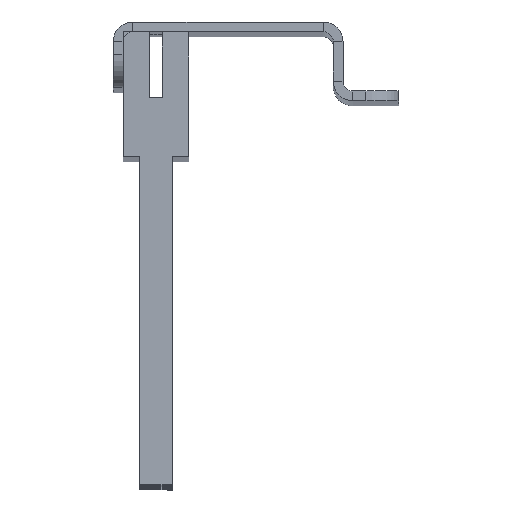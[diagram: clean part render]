
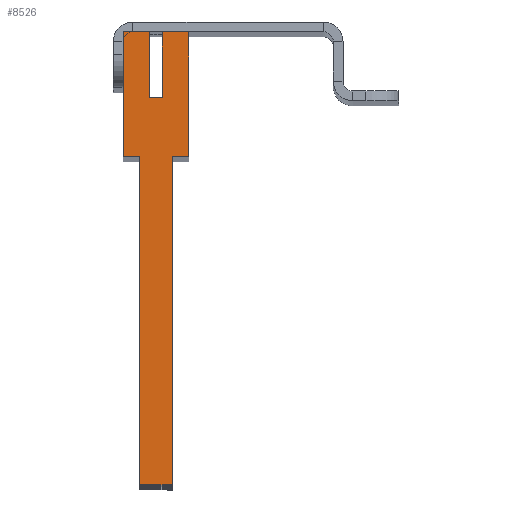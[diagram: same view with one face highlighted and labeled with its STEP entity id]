
A CAD part, top view. The second image highlights one B-rep face of the part: STEP entity #8526.
In plain terms, the highlighted planar face has unit normal (0, 0, 1).
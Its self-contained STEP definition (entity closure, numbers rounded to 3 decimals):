
#51 = VERTEX_POINT ( 'NONE', #11899 ) ;
#271 = CARTESIAN_POINT ( 'NONE',  ( 0., -1., 442. ) ) ;
#546 = LINE ( 'NONE', #4217, #23481 ) ;
#621 = VECTOR ( 'NONE', #6313, 1000. ) ;
#1133 = DIRECTION ( 'NONE',  ( 0., 1., 0. ) ) ;
#1159 = CARTESIAN_POINT ( 'NONE',  ( 19., 2.5, 442. ) ) ;
#1426 = VECTOR ( 'NONE', #22770, 1000. ) ;
#2185 = DIRECTION ( 'NONE',  ( 0., -1., 0. ) ) ;
#2624 = EDGE_CURVE ( 'NONE', #5315, #12177, #12353, .T. ) ;
#3126 = EDGE_CURVE ( 'NONE', #18099, #19469, #546, .T. ) ;
#3425 = EDGE_CURVE ( 'NONE', #12394, #10191, #6085, .T. ) ;
#3616 = VECTOR ( 'NONE', #14203, 1000. ) ;
#3625 = VECTOR ( 'NONE', #5127, 1000. ) ;
#4217 = CARTESIAN_POINT ( 'NONE',  ( 19., 5., 442. ) ) ;
#4246 = CARTESIAN_POINT ( 'NONE',  ( 0., -5., 442. ) ) ;
#4271 = ORIENTED_EDGE ( 'NONE', *, *, #13388, .T. ) ;
#4315 = CARTESIAN_POINT ( 'NONE',  ( 0., 1., 442. ) ) ;
#4382 = ORIENTED_EDGE ( 'NONE', *, *, #21658, .T. ) ;
#5109 = EDGE_CURVE ( 'NONE', #12394, #18099, #10339, .T. ) ;
#5127 = DIRECTION ( 'NONE',  ( 0., -1., 0. ) ) ;
#5315 = VERTEX_POINT ( 'NONE', #15902 ) ;
#5375 = CARTESIAN_POINT ( 'NONE',  ( 0., 5., 442. ) ) ;
#5411 = LINE ( 'NONE', #22293, #17276 ) ;
#6080 = DIRECTION ( 'NONE',  ( 1., 0., 0. ) ) ;
#6085 = LINE ( 'NONE', #20416, #3616 ) ;
#6313 = DIRECTION ( 'NONE',  ( -1., 0., 0. ) ) ;
#6751 = VECTOR ( 'NONE', #12953, 1000. ) ;
#7336 = VERTEX_POINT ( 'NONE', #26634 ) ;
#7794 = DIRECTION ( 'NONE',  ( 0., -1., 0. ) ) ;
#7936 = CARTESIAN_POINT ( 'NONE',  ( 0., -1., 442. ) ) ;
#8282 = LINE ( 'NONE', #18315, #21088 ) ;
#8296 = VERTEX_POINT ( 'NONE', #271 ) ;
#8526 = ADVANCED_FACE ( 'NONE', ( #24215 ), #11754, .T. ) ;
#8528 = DIRECTION ( 'NONE',  ( 0., 1., 0. ) ) ;
#8565 = VERTEX_POINT ( 'NONE', #12012 ) ;
#8635 = ORIENTED_EDGE ( 'NONE', *, *, #9960, .T. ) ;
#8697 = AXIS2_PLACEMENT_3D ( 'NONE', #10123, #24607, #6080 ) ;
#9546 = LINE ( 'NONE', #7936, #24232 ) ;
#9960 = EDGE_CURVE ( 'NONE', #14057, #7336, #23108, .T. ) ;
#10008 = CARTESIAN_POINT ( 'NONE',  ( 19., -5., 442. ) ) ;
#10103 = EDGE_CURVE ( 'NONE', #8296, #5315, #23656, .T. ) ;
#10123 = CARTESIAN_POINT ( 'NONE',  ( 0., 0., 442. ) ) ;
#10191 = VERTEX_POINT ( 'NONE', #16068 ) ;
#10339 = LINE ( 'NONE', #24840, #621 ) ;
#10808 = ORIENTED_EDGE ( 'NONE', *, *, #10103, .T. ) ;
#10838 = VERTEX_POINT ( 'NONE', #23828 ) ;
#11416 = LINE ( 'NONE', #19691, #16725 ) ;
#11754 = PLANE ( 'NONE',  #8697 ) ;
#11888 = ORIENTED_EDGE ( 'NONE', *, *, #2624, .T. ) ;
#11899 = CARTESIAN_POINT ( 'NONE',  ( 10., -1., 442. ) ) ;
#12012 = CARTESIAN_POINT ( 'NONE',  ( 19., -2.5, 442. ) ) ;
#12177 = VERTEX_POINT ( 'NONE', #10008 ) ;
#12232 = ORIENTED_EDGE ( 'NONE', *, *, #23651, .F. ) ;
#12353 = LINE ( 'NONE', #4246, #1426 ) ;
#12394 = VERTEX_POINT ( 'NONE', #23802 ) ;
#12803 = ORIENTED_EDGE ( 'NONE', *, *, #5109, .T. ) ;
#12953 = DIRECTION ( 'NONE',  ( 1., 0., 0. ) ) ;
#13388 = EDGE_CURVE ( 'NONE', #19469, #10838, #23874, .T. ) ;
#14057 = VERTEX_POINT ( 'NONE', #19599 ) ;
#14203 = DIRECTION ( 'NONE',  ( 0., -1., 0. ) ) ;
#15273 = CARTESIAN_POINT ( 'NONE',  ( 0., -5., 442. ) ) ;
#15902 = CARTESIAN_POINT ( 'NONE',  ( 0., -5., 442. ) ) ;
#16068 = CARTESIAN_POINT ( 'NONE',  ( 69., -2.5, 442. ) ) ;
#16101 = VECTOR ( 'NONE', #26414, 1000. ) ;
#16725 = VECTOR ( 'NONE', #1133, 1000. ) ;
#17276 = VECTOR ( 'NONE', #24200, 1000. ) ;
#18099 = VERTEX_POINT ( 'NONE', #1159 ) ;
#18315 = CARTESIAN_POINT ( 'NONE',  ( 10., 1., 442. ) ) ;
#18670 = ORIENTED_EDGE ( 'NONE', *, *, #3425, .F. ) ;
#19261 = EDGE_CURVE ( 'NONE', #12177, #8565, #11416, .T. ) ;
#19469 = VERTEX_POINT ( 'NONE', #23284 ) ;
#19599 = CARTESIAN_POINT ( 'NONE',  ( 0., 1., 442. ) ) ;
#19691 = CARTESIAN_POINT ( 'NONE',  ( 19., -5., 442. ) ) ;
#19966 = EDGE_LOOP ( 'NONE', ( #12803, #26196, #4271, #26524, #8635, #4382, #25717, #10808, #11888, #20364, #12232, #18670 ) ) ;
#20364 = ORIENTED_EDGE ( 'NONE', *, *, #19261, .T. ) ;
#20416 = CARTESIAN_POINT ( 'NONE',  ( 69., 2.5, 442. ) ) ;
#21088 = VECTOR ( 'NONE', #2185, 1000. ) ;
#21658 = EDGE_CURVE ( 'NONE', #7336, #51, #8282, .T. ) ;
#21845 = CARTESIAN_POINT ( 'NONE',  ( 0., 5., 442. ) ) ;
#22293 = CARTESIAN_POINT ( 'NONE',  ( 69., -2.5, 442. ) ) ;
#22770 = DIRECTION ( 'NONE',  ( 1., 0., 0. ) ) ;
#22946 = EDGE_CURVE ( 'NONE', #10838, #14057, #25917, .T. ) ;
#23108 = LINE ( 'NONE', #4315, #6751 ) ;
#23284 = CARTESIAN_POINT ( 'NONE',  ( 19., 5., 442. ) ) ;
#23481 = VECTOR ( 'NONE', #8528, 1000. ) ;
#23651 = EDGE_CURVE ( 'NONE', #10191, #8565, #5411, .T. ) ;
#23656 = LINE ( 'NONE', #15273, #3625 ) ;
#23802 = CARTESIAN_POINT ( 'NONE',  ( 69., 2.5, 442. ) ) ;
#23828 = CARTESIAN_POINT ( 'NONE',  ( 0., 5., 442. ) ) ;
#23874 = LINE ( 'NONE', #21845, #16101 ) ;
#24200 = DIRECTION ( 'NONE',  ( -1., 0., 0. ) ) ;
#24215 = FACE_OUTER_BOUND ( 'NONE', #19966, .T. ) ;
#24232 = VECTOR ( 'NONE', #26454, 1000. ) ;
#24607 = DIRECTION ( 'NONE',  ( 0., 0., 1. ) ) ;
#24840 = CARTESIAN_POINT ( 'NONE',  ( 69., 2.5, 442. ) ) ;
#25198 = EDGE_CURVE ( 'NONE', #51, #8296, #9546, .T. ) ;
#25717 = ORIENTED_EDGE ( 'NONE', *, *, #25198, .T. ) ;
#25880 = VECTOR ( 'NONE', #7794, 1000. ) ;
#25917 = LINE ( 'NONE', #5375, #25880 ) ;
#26196 = ORIENTED_EDGE ( 'NONE', *, *, #3126, .T. ) ;
#26414 = DIRECTION ( 'NONE',  ( -1., 0., 0. ) ) ;
#26454 = DIRECTION ( 'NONE',  ( -1., 0., 0. ) ) ;
#26524 = ORIENTED_EDGE ( 'NONE', *, *, #22946, .T. ) ;
#26634 = CARTESIAN_POINT ( 'NONE',  ( 10., 1., 442. ) ) ;
